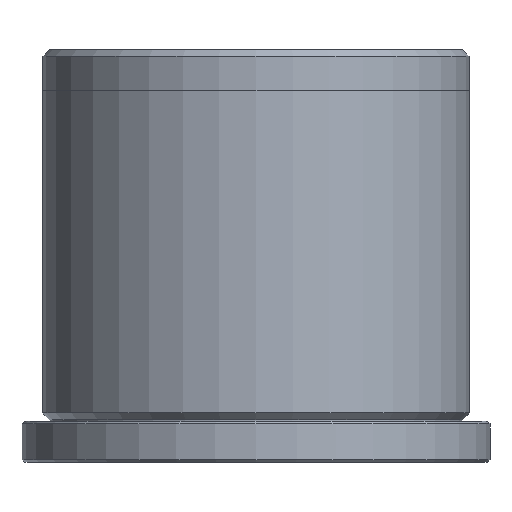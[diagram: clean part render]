
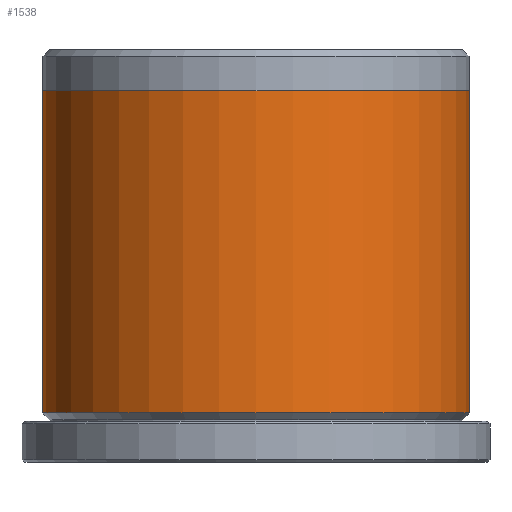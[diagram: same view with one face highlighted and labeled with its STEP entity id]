
A CAD part, front view. The second image highlights one B-rep face of the part: STEP entity #1538.
In plain terms, the highlighted cylindrical face has radius 15.5 mm (diameter 31 mm), a partial arc.
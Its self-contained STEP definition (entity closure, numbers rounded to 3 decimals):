
#42 = DIRECTION ( 'NONE',  ( 0., 0., -1. ) ) ;
#128 = CIRCLE ( 'NONE', #711, 15.5 ) ;
#162 = DIRECTION ( 'NONE',  ( 0., 0., 1. ) ) ;
#196 = CIRCLE ( 'NONE', #901, 15.5 ) ;
#210 = VERTEX_POINT ( 'NONE', #982 ) ;
#288 = CARTESIAN_POINT ( 'NONE',  ( 15.5, 0., 27. ) ) ;
#378 = VERTEX_POINT ( 'NONE', #1323 ) ;
#396 = EDGE_CURVE ( 'NONE', #378, #1493, #1195, .T. ) ;
#457 = ORIENTED_EDGE ( 'NONE', *, *, #1508, .F. ) ;
#471 = VECTOR ( 'NONE', #569, 1000. ) ;
#497 = DIRECTION ( 'NONE',  ( -1., 0., 0. ) ) ;
#514 = LINE ( 'NONE', #1385, #1507 ) ;
#569 = DIRECTION ( 'NONE',  ( 0., 0., -1. ) ) ;
#632 = DIRECTION ( 'NONE',  ( 0., 0., -1. ) ) ;
#711 = AXIS2_PLACEMENT_3D ( 'NONE', #821, #42, #954 ) ;
#770 = VERTEX_POINT ( 'NONE', #288 ) ;
#802 = ORIENTED_EDGE ( 'NONE', *, *, #832, .F. ) ;
#821 = CARTESIAN_POINT ( 'NONE',  ( 0., 0., 3.6 ) ) ;
#832 = EDGE_CURVE ( 'NONE', #378, #770, #196, .T. ) ;
#901 = AXIS2_PLACEMENT_3D ( 'NONE', #940, #162, #1064 ) ;
#940 = CARTESIAN_POINT ( 'NONE',  ( 0., 0., 27. ) ) ;
#954 = DIRECTION ( 'NONE',  ( -1., 0., 0. ) ) ;
#977 = EDGE_LOOP ( 'NONE', ( #457, #802, #1124, #1457 ) ) ;
#982 = CARTESIAN_POINT ( 'NONE',  ( 15.5, 0., 3.6 ) ) ;
#1023 = CARTESIAN_POINT ( 'NONE',  ( 0., 0., 30. ) ) ;
#1064 = DIRECTION ( 'NONE',  ( 1., 0., 0. ) ) ;
#1082 = EDGE_CURVE ( 'NONE', #210, #1493, #128, .T. ) ;
#1124 = ORIENTED_EDGE ( 'NONE', *, *, #396, .T. ) ;
#1142 = DIRECTION ( 'NONE',  ( 0., 0., -1. ) ) ;
#1195 = LINE ( 'NONE', #1196, #471 ) ;
#1196 = CARTESIAN_POINT ( 'NONE',  ( -15.5, 0., 30. ) ) ;
#1323 = CARTESIAN_POINT ( 'NONE',  ( -15.5, 0., 27. ) ) ;
#1385 = CARTESIAN_POINT ( 'NONE',  ( 15.5, 0., 30. ) ) ;
#1404 = CYLINDRICAL_SURFACE ( 'NONE', #1467, 15.5 ) ;
#1445 = FACE_OUTER_BOUND ( 'NONE', #977, .T. ) ;
#1457 = ORIENTED_EDGE ( 'NONE', *, *, #1082, .F. ) ;
#1467 = AXIS2_PLACEMENT_3D ( 'NONE', #1023, #1142, #497 ) ;
#1493 = VERTEX_POINT ( 'NONE', #1531 ) ;
#1507 = VECTOR ( 'NONE', #632, 1000. ) ;
#1508 = EDGE_CURVE ( 'NONE', #770, #210, #514, .T. ) ;
#1531 = CARTESIAN_POINT ( 'NONE',  ( -15.5, 0., 3.6 ) ) ;
#1538 = ADVANCED_FACE ( 'NONE', ( #1445 ), #1404, .T. ) ;
